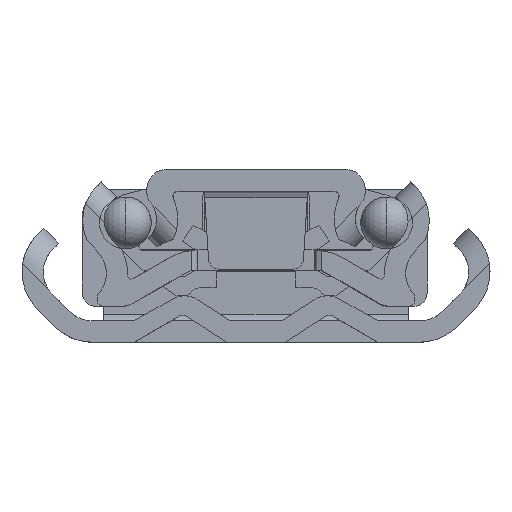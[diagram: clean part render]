
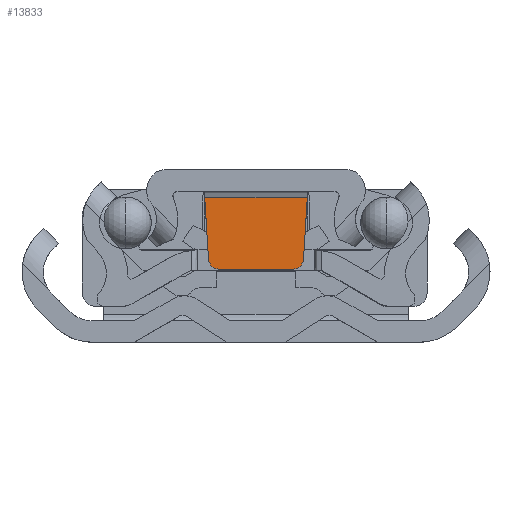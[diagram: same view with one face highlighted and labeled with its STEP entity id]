
A CAD part, left-side view. The second image highlights one B-rep face of the part: STEP entity #13833.
In plain terms, the highlighted planar face has unit normal (-1, 0, 0).
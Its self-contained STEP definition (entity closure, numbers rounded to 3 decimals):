
#71 = CARTESIAN_POINT ( 'NONE',  ( 4.4, -3.579, 6.25 ) ) ;
#87 = CIRCLE ( 'NONE', #2127, 0.8 ) ;
#569 = DIRECTION ( 'NONE',  ( 0., 0., -1. ) ) ;
#805 = VERTEX_POINT ( 'NONE', #4028 ) ;
#820 = EDGE_CURVE ( 'NONE', #805, #10219, #10511, .T. ) ;
#1078 = CARTESIAN_POINT ( 'NONE',  ( 4.4, 3.901, 10.9 ) ) ;
#1277 = VERTEX_POINT ( 'NONE', #2938 ) ;
#1284 = ORIENTED_EDGE ( 'NONE', *, *, #7721, .F. ) ;
#1349 = EDGE_CURVE ( 'NONE', #9014, #5795, #13206, .T. ) ;
#1725 = DIRECTION ( 'NONE',  ( 0., -0.062, 0.998 ) ) ;
#1941 = DIRECTION ( 'NONE',  ( 0., 0., -1. ) ) ;
#2037 = CARTESIAN_POINT ( 'NONE',  ( 4.4, 0., 0. ) ) ;
#2127 = AXIS2_PLACEMENT_3D ( 'NONE', #10346, #13566, #569 ) ;
#2133 = ORIENTED_EDGE ( 'NONE', *, *, #1349, .T. ) ;
#2718 = LINE ( 'NONE', #7886, #5341 ) ;
#2938 = CARTESIAN_POINT ( 'NONE',  ( 4.4, 3.579, 6.25 ) ) ;
#2945 = CARTESIAN_POINT ( 'NONE',  ( 4.4, 2.781, 5.5 ) ) ;
#3098 = VERTEX_POINT ( 'NONE', #71 ) ;
#3174 = DIRECTION ( 'NONE',  ( 0., 0., -1. ) ) ;
#4028 = CARTESIAN_POINT ( 'NONE',  ( 4.4, -2.781, 5.5 ) ) ;
#4261 = PLANE ( 'NONE',  #6406 ) ;
#5302 = DIRECTION ( 'NONE',  ( 0., 1., 0. ) ) ;
#5341 = VECTOR ( 'NONE', #1725, 1000. ) ;
#5569 = VECTOR ( 'NONE', #9580, 1000. ) ;
#5795 = VERTEX_POINT ( 'NONE', #6984 ) ;
#6181 = ORIENTED_EDGE ( 'NONE', *, *, #7280, .T. ) ;
#6406 = AXIS2_PLACEMENT_3D ( 'NONE', #2037, #10951, #3174 ) ;
#6727 = EDGE_CURVE ( 'NONE', #1277, #5795, #8098, .T. ) ;
#6925 = VECTOR ( 'NONE', #5302, 1000. ) ;
#6984 = CARTESIAN_POINT ( 'NONE',  ( 4.4, 3.87, 10.9 ) ) ;
#7280 = EDGE_CURVE ( 'NONE', #3098, #9014, #2718, .T. ) ;
#7721 = EDGE_CURVE ( 'NONE', #3098, #805, #87, .T. ) ;
#7886 = CARTESIAN_POINT ( 'NONE',  ( 4.4, -3.176, -0.199 ) ) ;
#8098 = LINE ( 'NONE', #13658, #13143 ) ;
#8292 = DIRECTION ( 'NONE',  ( 1., 0., 0. ) ) ;
#8338 = EDGE_LOOP ( 'NONE', ( #6181, #2133, #13680, #12530, #9561, #1284 ) ) ;
#8374 = CARTESIAN_POINT ( 'NONE',  ( 4.4, 0., 5.5 ) ) ;
#8500 = CARTESIAN_POINT ( 'NONE',  ( 4.4, -3.87, 10.9 ) ) ;
#8789 = CIRCLE ( 'NONE', #12218, 0.8 ) ;
#9013 = EDGE_CURVE ( 'NONE', #10219, #1277, #8789, .T. ) ;
#9014 = VERTEX_POINT ( 'NONE', #8500 ) ;
#9500 = CARTESIAN_POINT ( 'NONE',  ( 4.4, 2.781, 6.3 ) ) ;
#9561 = ORIENTED_EDGE ( 'NONE', *, *, #820, .F. ) ;
#9580 = DIRECTION ( 'NONE',  ( 0., 1., 0. ) ) ;
#9877 = FACE_OUTER_BOUND ( 'NONE', #8338, .T. ) ;
#10219 = VERTEX_POINT ( 'NONE', #2945 ) ;
#10346 = CARTESIAN_POINT ( 'NONE',  ( 4.4, -2.781, 6.3 ) ) ;
#10511 = LINE ( 'NONE', #8374, #5569 ) ;
#10951 = DIRECTION ( 'NONE',  ( 1., 0., 0. ) ) ;
#11157 = DIRECTION ( 'NONE',  ( 0., 0.062, 0.998 ) ) ;
#12218 = AXIS2_PLACEMENT_3D ( 'NONE', #9500, #8292, #1941 ) ;
#12530 = ORIENTED_EDGE ( 'NONE', *, *, #9013, .F. ) ;
#13143 = VECTOR ( 'NONE', #11157, 1000. ) ;
#13206 = LINE ( 'NONE', #1078, #6925 ) ;
#13566 = DIRECTION ( 'NONE',  ( 1., 0., 0. ) ) ;
#13658 = CARTESIAN_POINT ( 'NONE',  ( 4.4, 3.176, -0.199 ) ) ;
#13680 = ORIENTED_EDGE ( 'NONE', *, *, #6727, .F. ) ;
#13833 = ADVANCED_FACE ( 'NONE', ( #9877 ), #4261, .F. ) ;
